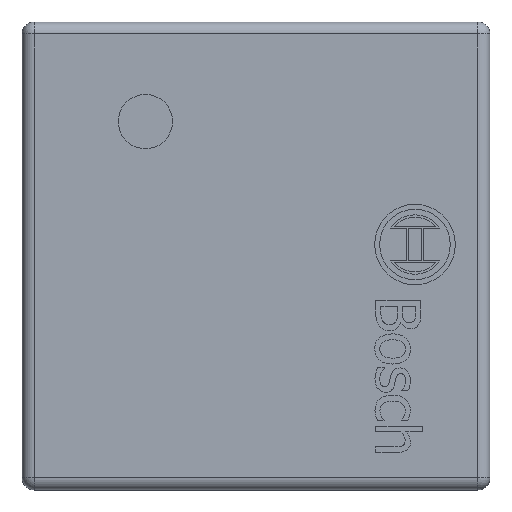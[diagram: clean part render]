
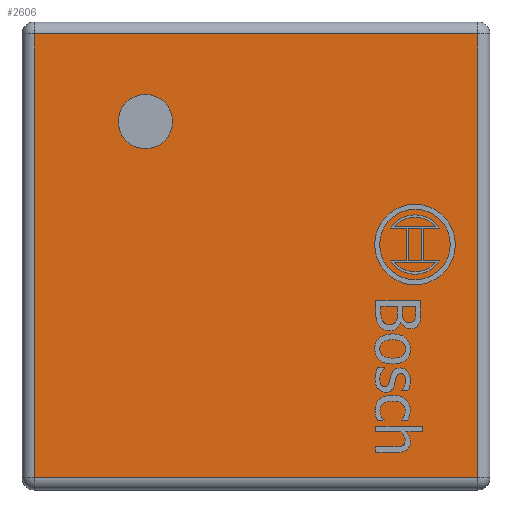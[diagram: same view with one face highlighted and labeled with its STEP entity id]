
A CAD part, top view. The second image highlights one B-rep face of the part: STEP entity #2606.
In plain terms, the highlighted planar face has unit normal (0, 0, 1).
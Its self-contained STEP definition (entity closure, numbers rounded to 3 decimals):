
#243=LINE('',#3577,#453);
#245=LINE('',#3585,#455);
#246=LINE('',#3592,#456);
#247=LINE('',#3598,#457);
#453=VECTOR('',#3047,1.48);
#455=VECTOR('',#3055,1.48);
#456=VECTOR('',#3066,1.48);
#457=VECTOR('',#3077,1.48);
#757=FACE_OUTER_BOUND('',#926,.T.);
#926=EDGE_LOOP('',(#1826,#1827,#1828,#1829));
#1149=VERTEX_POINT('',#3571);
#1151=VERTEX_POINT('',#3575);
#1152=VERTEX_POINT('',#3579);
#1155=VERTEX_POINT('',#3589);
#1406=EDGE_CURVE('',#1151,#1149,#243,.T.);
#1410=EDGE_CURVE('',#1149,#1152,#245,.T.);
#1414=EDGE_CURVE('',#1152,#1155,#246,.T.);
#1418=EDGE_CURVE('',#1155,#1151,#247,.T.);
#1826=ORIENTED_EDGE('',*,*,#1406,.F.);
#1827=ORIENTED_EDGE('',*,*,#1418,.F.);
#1828=ORIENTED_EDGE('',*,*,#1414,.F.);
#1829=ORIENTED_EDGE('',*,*,#1410,.F.);
#2505=PLANE('',#2827);
#2606=ADVANCED_FACE('',(#757),#2505,.T.);
#2827=AXIS2_PLACEMENT_3D('',#3603,#3085,#3086);
#3047=DIRECTION('',(1.,0.,0.));
#3055=DIRECTION('',(0.,-1.,0.));
#3066=DIRECTION('',(-1.,0.,0.));
#3077=DIRECTION('',(0.,1.,0.));
#3085=DIRECTION('center_axis',(0.,0.,1.));
#3086=DIRECTION('ref_axis',(1.,0.,0.));
#3571=CARTESIAN_POINT('',(0.74,0.74,0.595));
#3575=CARTESIAN_POINT('',(-0.74,0.74,0.595));
#3577=CARTESIAN_POINT('',(0.39,0.74,0.595));
#3579=CARTESIAN_POINT('',(0.74,-0.74,0.595));
#3585=CARTESIAN_POINT('',(0.74,-0.39,0.595));
#3589=CARTESIAN_POINT('',(-0.74,-0.74,0.595));
#3592=CARTESIAN_POINT('',(-0.39,-0.74,0.595));
#3598=CARTESIAN_POINT('',(-0.74,0.39,0.595));
#3603=CARTESIAN_POINT('Origin',(0.,0.,0.595));
